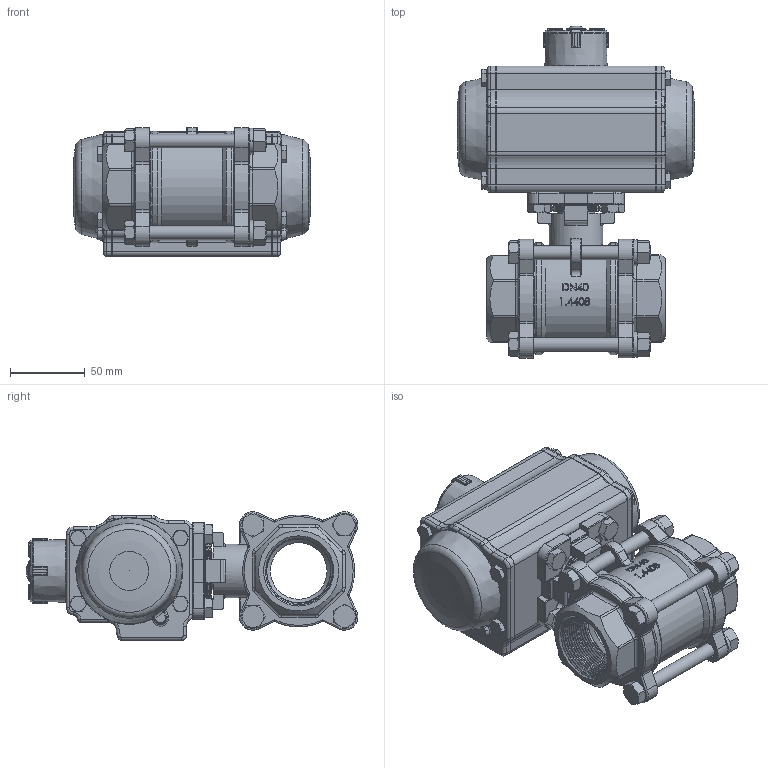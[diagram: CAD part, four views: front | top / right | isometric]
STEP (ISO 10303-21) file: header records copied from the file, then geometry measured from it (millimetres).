
FILE_DESCRIPTION(/* description */ ('Unknown'),/* implementation_level */ '2;1');
FILE_NAME(/* name */ 'DW039323-08_(DW36-8.112.040)',/* time_stamp */ '2022-05-13T10:48:34+02:00',/* author */ ('Unknown'),/* organization */ ('Unknown'),/* preprocessor_version */ 'ST-DEVELOPER v16.7',/* originating_system */ 'Solid Edge',/* authorisation */ 'Unknown');
FILE_SCHEMA (('AUTOMOTIVE_DESIGN {1 0 10303 214 3 1 1}'));
Products named in the file (12): DW039323-08_(DW36-8.112.040); 8.112.040; Schraube M10; KV-L30 1.5(______); DW36_FR26; KP-63; hexagon head bolts--product grade c gb_GB_FASTENER_BOLT_HHBC M6X30-N; cup head nib bolts with large head gb_GB_FASTENER_BOLT_CHNBW M6X25-N; _____________; ________(___________; ______; DIN 933 M8x18 A2-70 BLK_EDST
Assembly tree (25 placements, depth 3):
  DW039323-08_(DW36-8.112.040)
    8.112.040
      Schraube M10  x3
      KV-L30 1.5(______)
    DW36_FR26
      KP-63
      hexagon head bolts--product grade c gb_GB_FASTENER_BOLT_HHBC M6X30-N  x8
      cup head nib bolts with large head gb_GB_FASTENER_BOLT_CHNBW M6X25-N
      _____________  x2
      ________(___________  x2
      ______
    DIN 933 M8x18 A2-70 BLK_EDST  x4
Bounding box: 159 x 222.66 x 86.31 mm (x, y, z)
Volume: 1293014.9 mm3; surface area: 183456.8 mm2
Topology: 23 solids, 25 shells, 2066 faces, 5264 edges, 3279 vertices
Faces by surface type: plane 697, cylinder 590, bspline 327, cone 244, torus 197, sphere 11
Full cylindrical faces by diameter (mm): 2.325 x2, 3 x16, 3.3 x8, 4.2 x8, 4.66 x1, 5 x13, 6 x9, 6.2 x1, 6.8 x4, 7 x4, 8 x4, 8.8 x2, 9 x4, 9.24 x5, 10.7 x2, 11 x8, 13 x4, 15.8 x1, 20.2 x1, 25 x1, 25.5 x1, 28 x1, 36 x1, 38 x1, 38.5 x1, 38.6 x2, 40 x1, 69.5 x1, 75 x2
Entity records: 81158 total; most frequent: CARTESIAN_POINT 42176, ORIENTED_EDGE 8456, DIRECTION 7242, EDGE_CURVE 4228, VERTEX_POINT 2796, AXIS2_PLACEMENT_3D 2759, FACE_BOUND 2034, EDGE_LOOP 2009
